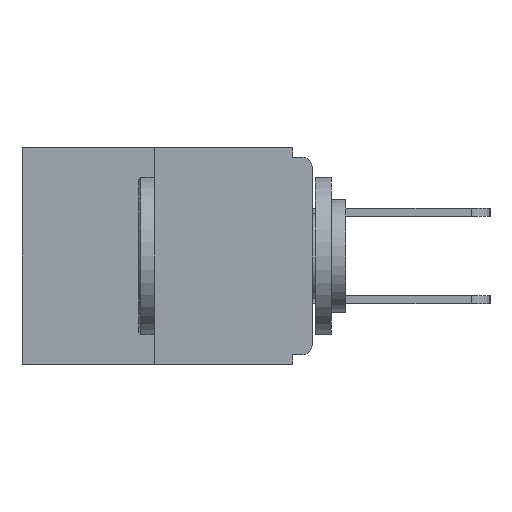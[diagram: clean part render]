
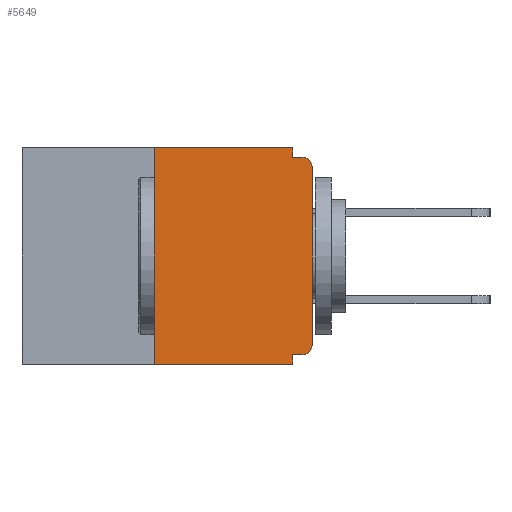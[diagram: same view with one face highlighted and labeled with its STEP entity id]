
A CAD part, left-side view. The second image highlights one B-rep face of the part: STEP entity #5649.
In plain terms, the highlighted planar face has unit normal (-1, 0, 0).
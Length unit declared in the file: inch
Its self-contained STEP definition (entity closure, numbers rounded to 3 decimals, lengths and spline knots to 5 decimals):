
#15 = VERTEX_POINT ( 'NONE', #13023 ) ;
#233 = EDGE_CURVE ( 'NONE', #12903, #15, #8502, .T. ) ;
#422 = CARTESIAN_POINT ( 'NONE',  ( 0., 0.031, 0. ) ) ;
#695 = VECTOR ( 'NONE', #6674, 39.37008 ) ;
#1270 = VECTOR ( 'NONE', #5459, 39.37008 ) ;
#2177 = CARTESIAN_POINT ( 'NONE',  ( 0., 0., 0. ) ) ;
#3396 = CARTESIAN_POINT ( 'NONE',  ( 0., 0.015, -0.03 ) ) ;
#3935 = CARTESIAN_POINT ( 'NONE',  ( 0., 0.46, -0.343 ) ) ;
#4455 = ORIENTED_EDGE ( 'NONE', *, *, #9673, .T. ) ;
#4472 = CARTESIAN_POINT ( 'NONE',  ( 0., 0.031, -0.015 ) ) ;
#5098 = VECTOR ( 'NONE', #13735, 39.37008 ) ;
#5161 = VECTOR ( 'NONE', #9252, 39.37008 ) ;
#5369 = VERTEX_POINT ( 'NONE', #7374 ) ;
#5459 = DIRECTION ( 'NONE',  ( 0., -1., 0. ) ) ;
#5646 = CIRCLE ( 'NONE', #18519, 0.015 ) ;
#5649 = ADVANCED_FACE ( 'NONE', ( #10202 ), #5714, .F. ) ;
#5714 = PLANE ( 'NONE',  #20469 ) ;
#5849 = LINE ( 'NONE', #422, #18109 ) ;
#5910 = EDGE_CURVE ( 'NONE', #12903, #14485, #15686, .T. ) ;
#6021 = CARTESIAN_POINT ( 'NONE',  ( 0., 0.25, 0. ) ) ;
#6525 = DIRECTION ( 'NONE',  ( -1., 0., 0. ) ) ;
#6629 = ORIENTED_EDGE ( 'NONE', *, *, #14018, .T. ) ;
#6674 = DIRECTION ( 'NONE',  ( 0., -1., 0. ) ) ;
#7374 = CARTESIAN_POINT ( 'NONE',  ( 0., 0.015, -0.328 ) ) ;
#7376 = LINE ( 'NONE', #10521, #5098 ) ;
#7537 = VECTOR ( 'NONE', #18143, 39.37008 ) ;
#7539 = EDGE_CURVE ( 'NONE', #10435, #14761, #5849, .T. ) ;
#7912 = CARTESIAN_POINT ( 'NONE',  ( 0., 0.031, -0.328 ) ) ;
#7993 = CARTESIAN_POINT ( 'NONE',  ( 0., 0.015, -0.313 ) ) ;
#8190 = DIRECTION ( 'NONE',  ( 0., 0., -1. ) ) ;
#8502 = LINE ( 'NONE', #3935, #1270 ) ;
#8701 = LINE ( 'NONE', #15354, #10196 ) ;
#9252 = DIRECTION ( 'NONE',  ( 0., 0., 1. ) ) ;
#9673 = EDGE_CURVE ( 'NONE', #14680, #12722, #12777, .T. ) ;
#9890 = LINE ( 'NONE', #14965, #15378 ) ;
#10196 = VECTOR ( 'NONE', #16953, 39.37008 ) ;
#10202 = FACE_OUTER_BOUND ( 'NONE', #11466, .T. ) ;
#10435 = VERTEX_POINT ( 'NONE', #13283 ) ;
#10437 = CARTESIAN_POINT ( 'NONE',  ( 0., 0.015, -0.015 ) ) ;
#10521 = CARTESIAN_POINT ( 'NONE',  ( 0., 0.031, -0.343 ) ) ;
#10631 = ORIENTED_EDGE ( 'NONE', *, *, #5910, .F. ) ;
#10878 = ORIENTED_EDGE ( 'NONE', *, *, #14595, .F. ) ;
#11361 = CARTESIAN_POINT ( 'NONE',  ( 0., 0.46, 0. ) ) ;
#11371 = DIRECTION ( 'NONE',  ( -1., 0., 0. ) ) ;
#11466 = EDGE_LOOP ( 'NONE', ( #17018, #10631, #11985, #17533, #10878, #11886, #4455, #6629, #12461, #18625 ) ) ;
#11886 = ORIENTED_EDGE ( 'NONE', *, *, #15857, .T. ) ;
#11985 = ORIENTED_EDGE ( 'NONE', *, *, #233, .T. ) ;
#12461 = ORIENTED_EDGE ( 'NONE', *, *, #13196, .F. ) ;
#12722 = VERTEX_POINT ( 'NONE', #17761 ) ;
#12777 = LINE ( 'NONE', #2177, #7537 ) ;
#12903 = VERTEX_POINT ( 'NONE', #17742 ) ;
#13023 = CARTESIAN_POINT ( 'NONE',  ( 0., 0.031, -0.343 ) ) ;
#13196 = EDGE_CURVE ( 'NONE', #14761, #17187, #8701, .T. ) ;
#13283 = CARTESIAN_POINT ( 'NONE',  ( 0., 0.031, 0. ) ) ;
#13735 = DIRECTION ( 'NONE',  ( 0., 0., -1. ) ) ;
#13818 = CIRCLE ( 'NONE', #15622, 0.015 ) ;
#14018 = EDGE_CURVE ( 'NONE', #12722, #17187, #5646, .T. ) ;
#14319 = EDGE_CURVE ( 'NONE', #14485, #10435, #15396, .T. ) ;
#14485 = VERTEX_POINT ( 'NONE', #18056 ) ;
#14574 = DIRECTION ( 'NONE',  ( 0., 0., -1. ) ) ;
#14595 = EDGE_CURVE ( 'NONE', #5369, #17238, #9890, .T. ) ;
#14680 = VERTEX_POINT ( 'NONE', #19232 ) ;
#14761 = VERTEX_POINT ( 'NONE', #4472 ) ;
#14965 = CARTESIAN_POINT ( 'NONE',  ( 0., 0., -0.328 ) ) ;
#15354 = CARTESIAN_POINT ( 'NONE',  ( 0., 0., -0.015 ) ) ;
#15378 = VECTOR ( 'NONE', #16417, 39.37008 ) ;
#15396 = LINE ( 'NONE', #11361, #695 ) ;
#15622 = AXIS2_PLACEMENT_3D ( 'NONE', #7993, #6525, #17714 ) ;
#15686 = LINE ( 'NONE', #6021, #5161 ) ;
#15777 = DIRECTION ( 'NONE',  ( 1., 0., 0. ) ) ;
#15857 = EDGE_CURVE ( 'NONE', #5369, #14680, #13818, .T. ) ;
#16417 = DIRECTION ( 'NONE',  ( 0., 1., 0. ) ) ;
#16953 = DIRECTION ( 'NONE',  ( 0., -1., 0. ) ) ;
#17018 = ORIENTED_EDGE ( 'NONE', *, *, #14319, .F. ) ;
#17104 = CARTESIAN_POINT ( 'NONE',  ( 0., 0.46, 0. ) ) ;
#17187 = VERTEX_POINT ( 'NONE', #10437 ) ;
#17238 = VERTEX_POINT ( 'NONE', #7912 ) ;
#17317 = DIRECTION ( 'NONE',  ( 0., 0., -1. ) ) ;
#17533 = ORIENTED_EDGE ( 'NONE', *, *, #20154, .F. ) ;
#17714 = DIRECTION ( 'NONE',  ( 0., 0., -1. ) ) ;
#17742 = CARTESIAN_POINT ( 'NONE',  ( 0., 0.25, -0.343 ) ) ;
#17761 = CARTESIAN_POINT ( 'NONE',  ( 0., 0., -0.03 ) ) ;
#18056 = CARTESIAN_POINT ( 'NONE',  ( 0., 0.25, 0. ) ) ;
#18109 = VECTOR ( 'NONE', #8190, 39.37008 ) ;
#18143 = DIRECTION ( 'NONE',  ( 0., 0., 1. ) ) ;
#18519 = AXIS2_PLACEMENT_3D ( 'NONE', #3396, #11371, #14574 ) ;
#18625 = ORIENTED_EDGE ( 'NONE', *, *, #7539, .F. ) ;
#19232 = CARTESIAN_POINT ( 'NONE',  ( 0., 0., -0.313 ) ) ;
#20154 = EDGE_CURVE ( 'NONE', #17238, #15, #7376, .T. ) ;
#20469 = AXIS2_PLACEMENT_3D ( 'NONE', #17104, #15777, #17317 ) ;
